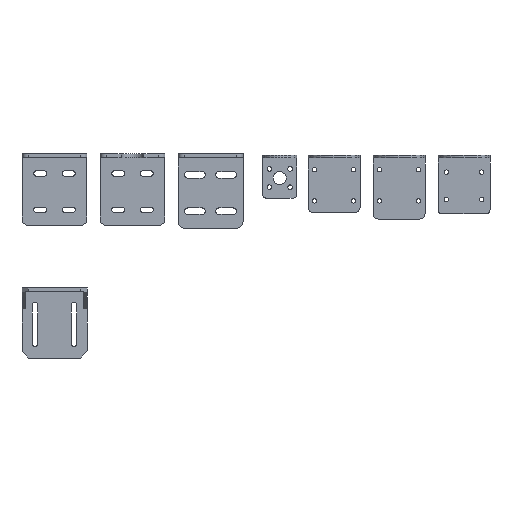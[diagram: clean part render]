
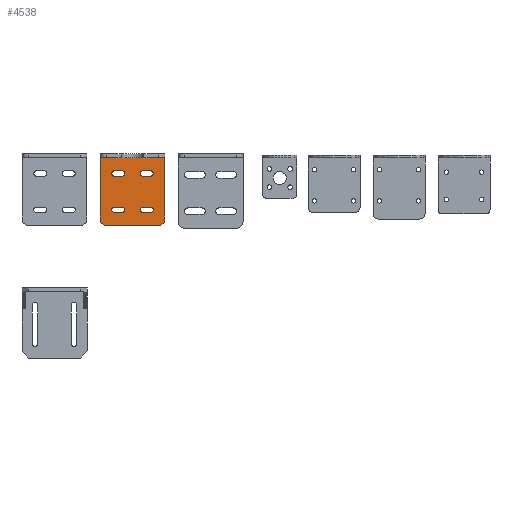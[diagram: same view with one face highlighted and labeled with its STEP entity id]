
A CAD part, top view. The second image highlights one B-rep face of the part: STEP entity #4538.
In plain terms, the highlighted planar face has unit normal (0, 0, 1).
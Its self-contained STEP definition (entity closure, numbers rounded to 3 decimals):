
#79=FACE_BOUND('',#577,.T.);
#80=FACE_BOUND('',#578,.T.);
#81=FACE_BOUND('',#579,.T.);
#82=FACE_BOUND('',#580,.T.);
#217=PLANE('',#4888);
#339=FACE_OUTER_BOUND('',#576,.T.);
#576=EDGE_LOOP('',(#3198,#3199,#3200,#3201,#3202,#3203));
#577=EDGE_LOOP('',(#3204,#3205,#3206,#3207));
#578=EDGE_LOOP('',(#3208,#3209,#3210,#3211));
#579=EDGE_LOOP('',(#3212,#3213,#3214,#3215));
#580=EDGE_LOOP('',(#3216,#3217,#3218,#3219));
#919=LINE('',#6753,#1336);
#955=LINE('',#6852,#1372);
#957=LINE('',#6861,#1374);
#960=LINE('',#6867,#1377);
#961=LINE('',#6871,#1378);
#962=LINE('',#6875,#1379);
#963=LINE('',#6879,#1380);
#964=LINE('',#6883,#1381);
#965=LINE('',#6889,#1382);
#966=LINE('',#6892,#1383);
#967=LINE('',#6897,#1384);
#968=LINE('',#6900,#1385);
#1336=VECTOR('',#5354,10.);
#1372=VECTOR('',#5452,10.);
#1374=VECTOR('',#5462,10.);
#1377=VECTOR('',#5467,10.);
#1378=VECTOR('',#5470,10.);
#1379=VECTOR('',#5473,10.);
#1380=VECTOR('',#5476,10.);
#1381=VECTOR('',#5479,10.);
#1382=VECTOR('',#5484,10.);
#1383=VECTOR('',#5487,10.);
#1384=VECTOR('',#5490,10.);
#1385=VECTOR('',#5493,10.);
#1764=CIRCLE('',#4885,5.);
#1766=CIRCLE('',#4889,5.);
#1767=CIRCLE('',#4890,2.1);
#1768=CIRCLE('',#4891,2.1);
#1769=CIRCLE('',#4892,2.1);
#1770=CIRCLE('',#4893,2.1);
#1771=CIRCLE('',#4894,2.1);
#1772=CIRCLE('',#4895,2.1);
#1773=CIRCLE('',#4896,2.1);
#1774=CIRCLE('',#4897,2.1);
#1994=VERTEX_POINT('',#6750);
#1995=VERTEX_POINT('',#6752);
#2027=VERTEX_POINT('',#6850);
#2028=VERTEX_POINT('',#6854);
#2030=VERTEX_POINT('',#6860);
#2032=VERTEX_POINT('',#6866);
#2033=VERTEX_POINT('',#6869);
#2034=VERTEX_POINT('',#6870);
#2035=VERTEX_POINT('',#6872);
#2036=VERTEX_POINT('',#6874);
#2037=VERTEX_POINT('',#6877);
#2038=VERTEX_POINT('',#6878);
#2039=VERTEX_POINT('',#6880);
#2040=VERTEX_POINT('',#6882);
#2041=VERTEX_POINT('',#6885);
#2042=VERTEX_POINT('',#6886);
#2043=VERTEX_POINT('',#6888);
#2044=VERTEX_POINT('',#6890);
#2045=VERTEX_POINT('',#6893);
#2046=VERTEX_POINT('',#6894);
#2047=VERTEX_POINT('',#6896);
#2048=VERTEX_POINT('',#6898);
#2433=EDGE_CURVE('',#1995,#1994,#919,.T.);
#2483=EDGE_CURVE('',#1994,#2027,#955,.T.);
#2484=EDGE_CURVE('',#1995,#2028,#1764,.T.);
#2487=EDGE_CURVE('',#2030,#2028,#957,.T.);
#2490=EDGE_CURVE('',#2027,#2032,#960,.T.);
#2491=EDGE_CURVE('',#2030,#2032,#1766,.T.);
#2492=EDGE_CURVE('',#2033,#2034,#961,.T.);
#2493=EDGE_CURVE('',#2035,#2034,#1767,.T.);
#2494=EDGE_CURVE('',#2035,#2036,#962,.T.);
#2495=EDGE_CURVE('',#2033,#2036,#1768,.T.);
#2496=EDGE_CURVE('',#2037,#2038,#963,.T.);
#2497=EDGE_CURVE('',#2039,#2038,#1769,.T.);
#2498=EDGE_CURVE('',#2039,#2040,#964,.T.);
#2499=EDGE_CURVE('',#2037,#2040,#1770,.T.);
#2500=EDGE_CURVE('',#2041,#2042,#1771,.T.);
#2501=EDGE_CURVE('',#2041,#2043,#965,.T.);
#2502=EDGE_CURVE('',#2044,#2043,#1772,.T.);
#2503=EDGE_CURVE('',#2044,#2042,#966,.T.);
#2504=EDGE_CURVE('',#2045,#2046,#1773,.T.);
#2505=EDGE_CURVE('',#2045,#2047,#967,.T.);
#2506=EDGE_CURVE('',#2048,#2047,#1774,.T.);
#2507=EDGE_CURVE('',#2048,#2046,#968,.T.);
#3198=ORIENTED_EDGE('',*,*,#2484,.F.);
#3199=ORIENTED_EDGE('',*,*,#2433,.T.);
#3200=ORIENTED_EDGE('',*,*,#2483,.T.);
#3201=ORIENTED_EDGE('',*,*,#2490,.T.);
#3202=ORIENTED_EDGE('',*,*,#2491,.F.);
#3203=ORIENTED_EDGE('',*,*,#2487,.T.);
#3204=ORIENTED_EDGE('',*,*,#2492,.T.);
#3205=ORIENTED_EDGE('',*,*,#2493,.F.);
#3206=ORIENTED_EDGE('',*,*,#2494,.T.);
#3207=ORIENTED_EDGE('',*,*,#2495,.F.);
#3208=ORIENTED_EDGE('',*,*,#2496,.T.);
#3209=ORIENTED_EDGE('',*,*,#2497,.F.);
#3210=ORIENTED_EDGE('',*,*,#2498,.T.);
#3211=ORIENTED_EDGE('',*,*,#2499,.F.);
#3212=ORIENTED_EDGE('',*,*,#2500,.F.);
#3213=ORIENTED_EDGE('',*,*,#2501,.T.);
#3214=ORIENTED_EDGE('',*,*,#2502,.F.);
#3215=ORIENTED_EDGE('',*,*,#2503,.T.);
#3216=ORIENTED_EDGE('',*,*,#2504,.F.);
#3217=ORIENTED_EDGE('',*,*,#2505,.T.);
#3218=ORIENTED_EDGE('',*,*,#2506,.F.);
#3219=ORIENTED_EDGE('',*,*,#2507,.T.);
#4538=ADVANCED_FACE('',(#339,#79,#80,#81,#82),#217,.T.);
#4885=AXIS2_PLACEMENT_3D('',#6855,#5455,#5456);
#4888=AXIS2_PLACEMENT_3D('',#6865,#5465,#5466);
#4889=AXIS2_PLACEMENT_3D('',#6868,#5468,#5469);
#4890=AXIS2_PLACEMENT_3D('',#6873,#5471,#5472);
#4891=AXIS2_PLACEMENT_3D('',#6876,#5474,#5475);
#4892=AXIS2_PLACEMENT_3D('',#6881,#5477,#5478);
#4893=AXIS2_PLACEMENT_3D('',#6884,#5480,#5481);
#4894=AXIS2_PLACEMENT_3D('',#6887,#5482,#5483);
#4895=AXIS2_PLACEMENT_3D('',#6891,#5485,#5486);
#4896=AXIS2_PLACEMENT_3D('',#6895,#5488,#5489);
#4897=AXIS2_PLACEMENT_3D('',#6899,#5491,#5492);
#5354=DIRECTION('',(0.,1.,0.));
#5452=DIRECTION('',(-1.,0.,0.));
#5455=DIRECTION('center_axis',(0.,0.,-1.));
#5456=DIRECTION('ref_axis',(0.707,-0.707,0.));
#5462=DIRECTION('',(1.,0.,0.));
#5465=DIRECTION('center_axis',(0.,0.,1.));
#5466=DIRECTION('ref_axis',(1.,0.,0.));
#5467=DIRECTION('',(0.,-1.,0.));
#5468=DIRECTION('center_axis',(0.,0.,-1.));
#5469=DIRECTION('ref_axis',(-0.707,-0.707,0.));
#5470=DIRECTION('',(-1.,0.,0.));
#5471=DIRECTION('center_axis',(0.,0.,1.));
#5472=DIRECTION('ref_axis',(-0.707,0.707,0.));
#5473=DIRECTION('',(1.,0.,0.));
#5474=DIRECTION('center_axis',(0.,0.,1.));
#5475=DIRECTION('ref_axis',(0.707,-0.707,0.));
#5476=DIRECTION('',(1.,0.,0.));
#5477=DIRECTION('center_axis',(0.,0.,1.));
#5478=DIRECTION('ref_axis',(0.707,-0.707,0.));
#5479=DIRECTION('',(-1.,0.,0.));
#5480=DIRECTION('center_axis',(0.,0.,1.));
#5481=DIRECTION('ref_axis',(-0.707,0.707,0.));
#5482=DIRECTION('center_axis',(0.,0.,1.));
#5483=DIRECTION('ref_axis',(0.707,-0.707,0.));
#5484=DIRECTION('',(-1.,0.,0.));
#5485=DIRECTION('center_axis',(0.,0.,1.));
#5486=DIRECTION('ref_axis',(-0.707,0.707,0.));
#5487=DIRECTION('',(1.,0.,0.));
#5488=DIRECTION('center_axis',(0.,0.,1.));
#5489=DIRECTION('ref_axis',(0.707,-0.707,0.));
#5490=DIRECTION('',(-1.,0.,0.));
#5491=DIRECTION('center_axis',(0.,0.,1.));
#5492=DIRECTION('ref_axis',(-0.707,0.707,0.));
#5493=DIRECTION('',(1.,0.,0.));
#6750=CARTESIAN_POINT('',(110.,0.,3.));
#6752=CARTESIAN_POINT('',(110.,-47.,3.));
#6753=CARTESIAN_POINT('',(110.,0.,3.));
#6850=CARTESIAN_POINT('',(60.,0.,3.));
#6852=CARTESIAN_POINT('',(60.,0.,3.));
#6854=CARTESIAN_POINT('',(105.,-52.,3.));
#6855=CARTESIAN_POINT('Origin',(105.,-47.,3.));
#6860=CARTESIAN_POINT('',(65.,-52.,3.));
#6861=CARTESIAN_POINT('',(110.,-52.,3.));
#6865=CARTESIAN_POINT('Origin',(85.,-26.,3.));
#6866=CARTESIAN_POINT('',(60.,-47.,3.));
#6867=CARTESIAN_POINT('',(60.,-52.,3.));
#6868=CARTESIAN_POINT('Origin',(65.,-47.,3.));
#6869=CARTESIAN_POINT('',(98.9,-14.1,3.));
#6870=CARTESIAN_POINT('',(93.1,-14.1,3.));
#6871=CARTESIAN_POINT('',(101.,-14.1,3.));
#6872=CARTESIAN_POINT('',(93.1,-9.9,3.));
#6873=CARTESIAN_POINT('Origin',(93.1,-12.,3.));
#6874=CARTESIAN_POINT('',(98.9,-9.9,3.));
#6875=CARTESIAN_POINT('',(91.,-9.9,3.));
#6876=CARTESIAN_POINT('Origin',(98.9,-12.,3.));
#6877=CARTESIAN_POINT('',(93.1,-37.9,3.));
#6878=CARTESIAN_POINT('',(98.9,-37.9,3.));
#6879=CARTESIAN_POINT('',(101.,-37.9,3.));
#6880=CARTESIAN_POINT('',(98.9,-42.1,3.));
#6881=CARTESIAN_POINT('Origin',(98.9,-40.,3.));
#6882=CARTESIAN_POINT('',(93.1,-42.1,3.));
#6883=CARTESIAN_POINT('',(91.,-42.1,3.));
#6884=CARTESIAN_POINT('Origin',(93.1,-40.,3.));
#6885=CARTESIAN_POINT('',(76.9,-14.1,3.));
#6886=CARTESIAN_POINT('',(76.9,-9.9,3.));
#6887=CARTESIAN_POINT('Origin',(76.9,-12.,3.));
#6888=CARTESIAN_POINT('',(71.1,-14.1,3.));
#6889=CARTESIAN_POINT('',(69.,-14.1,3.));
#6890=CARTESIAN_POINT('',(71.1,-9.9,3.));
#6891=CARTESIAN_POINT('Origin',(71.1,-12.,3.));
#6892=CARTESIAN_POINT('',(79.,-9.9,3.));
#6893=CARTESIAN_POINT('',(76.9,-42.1,3.));
#6894=CARTESIAN_POINT('',(76.9,-37.9,3.));
#6895=CARTESIAN_POINT('Origin',(76.9,-40.,3.));
#6896=CARTESIAN_POINT('',(71.1,-42.1,3.));
#6897=CARTESIAN_POINT('',(69.,-42.1,3.));
#6898=CARTESIAN_POINT('',(71.1,-37.9,3.));
#6899=CARTESIAN_POINT('Origin',(71.1,-40.,3.));
#6900=CARTESIAN_POINT('',(79.,-37.9,3.));
